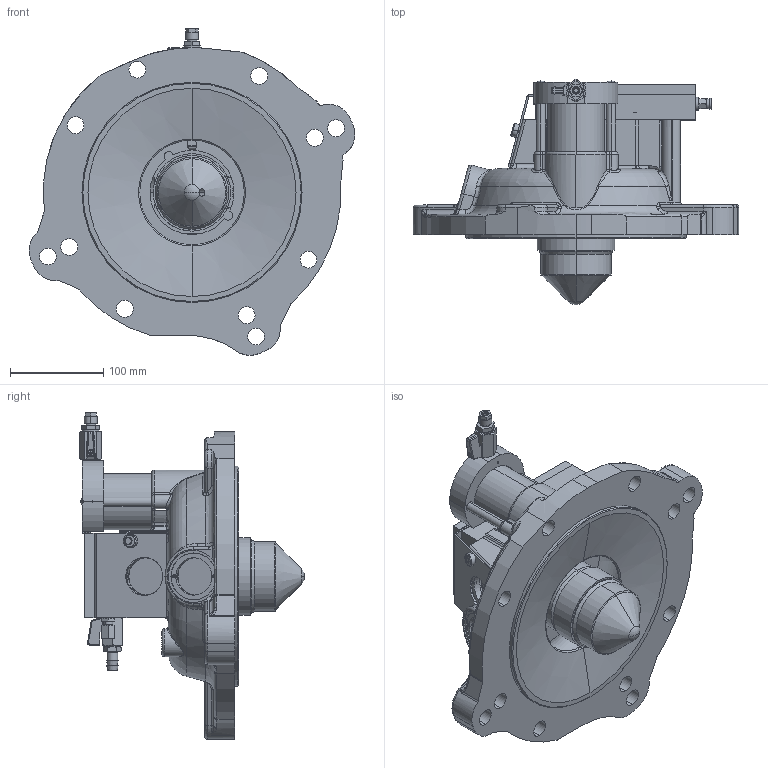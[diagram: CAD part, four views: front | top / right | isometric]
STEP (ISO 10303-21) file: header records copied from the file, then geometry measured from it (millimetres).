
FILE_DESCRIPTION (( 'STEP AP214' ), '1' );
FILE_NAME ('FHPE-D_23698.STEP', '2012-11-29T14:27:06', ( 'Admin2' ), ( '' ), 'SwSTEP 2.0', 'SolidWorks 2010', '' );
FILE_SCHEMA (( 'AUTOMOTIVE_DESIGN' ));
Length unit declared in the file: millimetre
Products named in the file (1): FHPE-D_23698
Bounding box: 349.09 x 241.42 x 350.08 mm (x, y, z)
Surface area: 443473.2 mm2 (no closed solid volume)
Topology: 0 solids, 61 shells, 854 faces, 2593 edges, 1742 vertices
Faces by surface type: cylinder 273, plane 269, bspline 120, torus 100, cone 79, sphere 13
Entity records: 46655 total; most frequent: CARTESIAN_POINT 15240, DIRECTION 4493, ORIENTED_EDGE 4306, EDGE_CURVE 2566, AXIS2_PLACEMENT_3D 1766, VERTEX_POINT 1742, CIRCLE 1031, EDGE_LOOP 996
